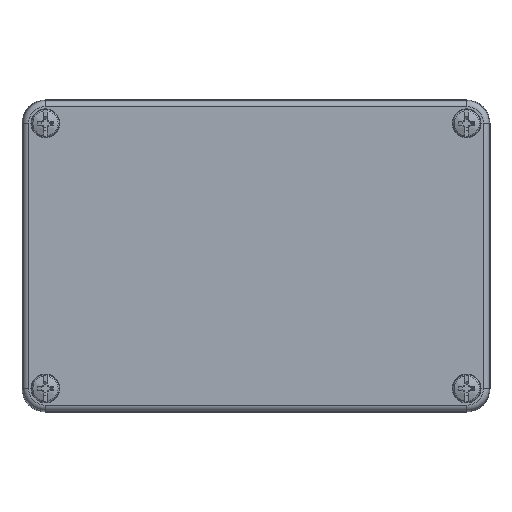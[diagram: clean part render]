
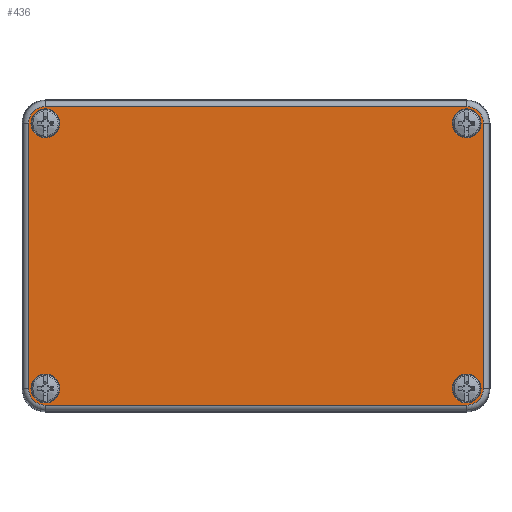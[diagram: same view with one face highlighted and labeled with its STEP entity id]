
A CAD part, top view. The second image highlights one B-rep face of the part: STEP entity #436.
In plain terms, the highlighted face is planar.
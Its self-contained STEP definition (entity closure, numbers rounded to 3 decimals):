
#436 = ADVANCED_FACE( '', ( #1072, #1073, #1074, #1075, #1076 ), #1077, .F. );
#1072 = FACE_BOUND( '', #1896, .T. );
#1073 = FACE_BOUND( '', #1897, .T. );
#1074 = FACE_OUTER_BOUND( '', #1898, .T. );
#1075 = FACE_BOUND( '', #1899, .T. );
#1076 = FACE_BOUND( '', #1900, .T. );
#1077 = PLANE( '', #1901 );
#1896 = EDGE_LOOP( '', ( #3780 ) );
#1897 = EDGE_LOOP( '', ( #3781 ) );
#1898 = EDGE_LOOP( '', ( #3782, #3783, #3784, #3785, #3786, #3787, #3788, #3789 ) );
#1899 = EDGE_LOOP( '', ( #3790 ) );
#1900 = EDGE_LOOP( '', ( #3791 ) );
#1901 = AXIS2_PLACEMENT_3D( '', #3792, #3793, #3794 );
#3780 = ORIENTED_EDGE( '', *, *, #5345, .T. );
#3781 = ORIENTED_EDGE( '', *, *, #5346, .T. );
#3782 = ORIENTED_EDGE( '', *, *, #5347, .F. );
#3783 = ORIENTED_EDGE( '', *, *, #5348, .T. );
#3784 = ORIENTED_EDGE( '', *, *, #5349, .F. );
#3785 = ORIENTED_EDGE( '', *, *, #5350, .F. );
#3786 = ORIENTED_EDGE( '', *, *, #5351, .T. );
#3787 = ORIENTED_EDGE( '', *, *, #5352, .F. );
#3788 = ORIENTED_EDGE( '', *, *, #5353, .T. );
#3789 = ORIENTED_EDGE( '', *, *, #5354, .T. );
#3790 = ORIENTED_EDGE( '', *, *, #5355, .T. );
#3791 = ORIENTED_EDGE( '', *, *, #5356, .T. );
#3792 = CARTESIAN_POINT( '', ( 58.275, 34., 0. ) );
#3793 = DIRECTION( '', ( 0., 0., 1. ) );
#3794 = DIRECTION( '', ( 1., 0., 0. ) );
#5345 = EDGE_CURVE( '', #6502, #6502, #6503, .T. );
#5346 = EDGE_CURVE( '', #6504, #6504, #6505, .T. );
#5347 = EDGE_CURVE( '', #6506, #6507, #6508, .T. );
#5348 = EDGE_CURVE( '', #6506, #6509, #6510, .T. );
#5349 = EDGE_CURVE( '', #6511, #6509, #6512, .T. );
#5350 = EDGE_CURVE( '', #6513, #6511, #6514, .T. );
#5351 = EDGE_CURVE( '', #6513, #6515, #6516, .T. );
#5352 = EDGE_CURVE( '', #6517, #6515, #6518, .T. );
#5353 = EDGE_CURVE( '', #6517, #6519, #6520, .T. );
#5354 = EDGE_CURVE( '', #6519, #6507, #6521, .T. );
#5355 = EDGE_CURVE( '', #6522, #6522, #6523, .T. );
#5356 = EDGE_CURVE( '', #6524, #6524, #6525, .T. );
#6502 = VERTEX_POINT( '', #8040 );
#6503 = CIRCLE( '', #8041, 3.7 );
#6504 = VERTEX_POINT( '', #8042 );
#6505 = CIRCLE( '', #8043, 3.7 );
#6506 = VERTEX_POINT( '', #8044 );
#6507 = VERTEX_POINT( '', #8045 );
#6508 = LINE( '', #8046, #8047 );
#6509 = VERTEX_POINT( '', #8048 );
#6510 = CIRCLE( '', #8049, 4.275 );
#6511 = VERTEX_POINT( '', #8050 );
#6512 = LINE( '', #8051, #8052 );
#6513 = VERTEX_POINT( '', #8053 );
#6514 = CIRCLE( '', #8054, 4.275 );
#6515 = VERTEX_POINT( '', #8055 );
#6516 = LINE( '', #8056, #8057 );
#6517 = VERTEX_POINT( '', #8058 );
#6518 = CIRCLE( '', #8059, 4.275 );
#6519 = VERTEX_POINT( '', #8060 );
#6520 = LINE( '', #8061, #8062 );
#6521 = CIRCLE( '', #8063, 4.275 );
#6522 = VERTEX_POINT( '', #8064 );
#6523 = CIRCLE( '', #8065, 3.7 );
#6524 = VERTEX_POINT( '', #8066 );
#6525 = CIRCLE( '', #8067, 3.7 );
#8040 = CARTESIAN_POINT( '', ( 57.7, 34., 0. ) );
#8041 = AXIS2_PLACEMENT_3D( '', #9742, #9743, #9744 );
#8042 = CARTESIAN_POINT( '', ( -50.3, -34., 0. ) );
#8043 = AXIS2_PLACEMENT_3D( '', #9745, #9746, #9747 );
#8044 = CARTESIAN_POINT( '', ( -58.275, 34., 0. ) );
#8045 = CARTESIAN_POINT( '', ( -58.275, -34., 0. ) );
#8046 = CARTESIAN_POINT( '', ( -58.275, 34., 0. ) );
#8047 = VECTOR( '', #9748, 1000. );
#8048 = CARTESIAN_POINT( '', ( -54., 38.275, 0. ) );
#8049 = AXIS2_PLACEMENT_3D( '', #9749, #9750, #9751 );
#8050 = CARTESIAN_POINT( '', ( 54., 38.275, 0. ) );
#8051 = CARTESIAN_POINT( '', ( 54., 38.275, 0. ) );
#8052 = VECTOR( '', #9752, 1000. );
#8053 = CARTESIAN_POINT( '', ( 58.275, 34., 0. ) );
#8054 = AXIS2_PLACEMENT_3D( '', #9753, #9754, #9755 );
#8055 = CARTESIAN_POINT( '', ( 58.275, -34., 0. ) );
#8056 = CARTESIAN_POINT( '', ( 58.275, 34., 0. ) );
#8057 = VECTOR( '', #9756, 1000. );
#8058 = CARTESIAN_POINT( '', ( 54., -38.275, 0. ) );
#8059 = AXIS2_PLACEMENT_3D( '', #9757, #9758, #9759 );
#8060 = CARTESIAN_POINT( '', ( -54., -38.275, 0. ) );
#8061 = CARTESIAN_POINT( '', ( 54., -38.275, 0. ) );
#8062 = VECTOR( '', #9760, 1000. );
#8063 = AXIS2_PLACEMENT_3D( '', #9761, #9762, #9763 );
#8064 = CARTESIAN_POINT( '', ( -50.3, 34., 0. ) );
#8065 = AXIS2_PLACEMENT_3D( '', #9764, #9765, #9766 );
#8066 = CARTESIAN_POINT( '', ( 57.7, -34., 0. ) );
#8067 = AXIS2_PLACEMENT_3D( '', #9767, #9768, #9769 );
#9742 = CARTESIAN_POINT( '', ( 54., 34., 0. ) );
#9743 = DIRECTION( '', ( 0., 0., 1. ) );
#9744 = DIRECTION( '', ( 1., 0., 0. ) );
#9745 = CARTESIAN_POINT( '', ( -54., -34., 0. ) );
#9746 = DIRECTION( '', ( 0., 0., 1. ) );
#9747 = DIRECTION( '', ( 1., 0., 0. ) );
#9748 = DIRECTION( '', ( 0., -1., 0. ) );
#9749 = CARTESIAN_POINT( '', ( -54., 34., 0. ) );
#9750 = DIRECTION( '', ( 0., 0., -1. ) );
#9751 = DIRECTION( '', ( -1., 0., 0. ) );
#9752 = DIRECTION( '', ( -1., 0., 0. ) );
#9753 = CARTESIAN_POINT( '', ( 54., 34., 0. ) );
#9754 = DIRECTION( '', ( 0., 0., 1. ) );
#9755 = DIRECTION( '', ( 1., 0., 0. ) );
#9756 = DIRECTION( '', ( 0., -1., 0. ) );
#9757 = CARTESIAN_POINT( '', ( 54., -34., 0. ) );
#9758 = DIRECTION( '', ( 0., 0., 1. ) );
#9759 = DIRECTION( '', ( 1., 0., 0. ) );
#9760 = DIRECTION( '', ( -1., 0., 0. ) );
#9761 = CARTESIAN_POINT( '', ( -54., -34., 0. ) );
#9762 = DIRECTION( '', ( 0., 0., -1. ) );
#9763 = DIRECTION( '', ( -1., 0., 0. ) );
#9764 = CARTESIAN_POINT( '', ( -54., 34., 0. ) );
#9765 = DIRECTION( '', ( 0., 0., 1. ) );
#9766 = DIRECTION( '', ( 1., 0., 0. ) );
#9767 = CARTESIAN_POINT( '', ( 54., -34., 0. ) );
#9768 = DIRECTION( '', ( 0., 0., 1. ) );
#9769 = DIRECTION( '', ( 1., 0., 0. ) );
